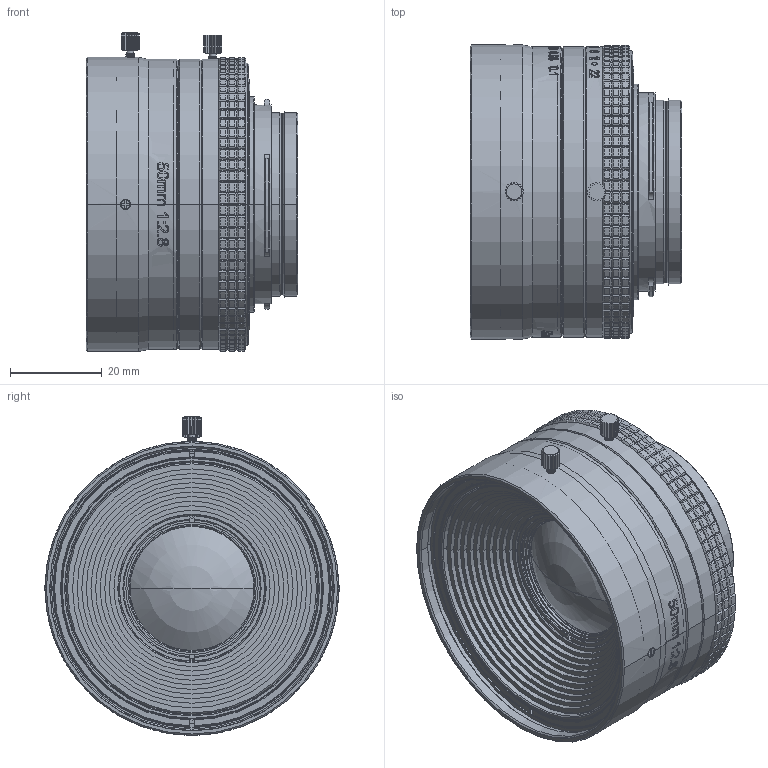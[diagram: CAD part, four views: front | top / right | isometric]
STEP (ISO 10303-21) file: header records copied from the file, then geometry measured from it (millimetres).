
FILE_DESCRIPTION(('FreeCAD Model'),'2;1');
FILE_NAME('Open CASCADE Shape Model','2025-01-22T14:39:06',(''),(''), 'Open CASCADE STEP processor 7.8','FreeCAD','Unknown');
FILE_SCHEMA(('AUTOMOTIVE_DESIGN { 1 0 10303 214 1 1 1 1 }'));
Length unit declared in the file: millimetre
Products named in the file (63): VA-LFM-29MP-50MM-F2.8-43C; 503_AF0; COMPOUND002; COMPOUND; COMPOUND001; COMPOUND007; COMPOUND003; COMPOUND004; COMPOUND005; COMPOUND006; 202_AF0_ASM; 501_AF0; COMPOUND010; COMPOUND008; COMPOUND009; COMPOUND017; COMPOUND011; COMPOUND012; COMPOUND013; COMPOUND014; COMPOUND015; COMPOUND016; 517_AF0; 518_AF0; 301_AF0; 511_AF0; SOLID; SHELL; 201_AF0_ASM; 502_AF0; 306_AF0; 514_AF0; SOLID001; SHELL001; 515_AF0; SOLID002; SHELL002; 504_AF003; 504_AF0; 504_AF001 ...
Assembly tree (62 placements, depth 5):
  VA-LFM-29MP-50MM-F2.8-43C
    503_AF0
      COMPOUND002
        COMPOUND
        COMPOUND001
      COMPOUND007
        COMPOUND003
        COMPOUND004
        COMPOUND005
        COMPOUND006
    202_AF0_ASM
      501_AF0
        COMPOUND010
          COMPOUND008
          COMPOUND009
        COMPOUND017
          COMPOUND011
          COMPOUND012
          COMPOUND013
          COMPOUND014
          COMPOUND015
          COMPOUND016
      517_AF0
      518_AF0
      301_AF0
      511_AF0
        SOLID
        SHELL
      201_AF0_ASM
        502_AF0
        306_AF0
        514_AF0
          SOLID001
          SHELL001
      515_AF0
        SOLID002
        SHELL002
    504_AF003
      504_AF0
      504_AF001
      504_AF002
    516_AF0
      COMPOUND020
        COMPOUND018
        COMPOUND019
      SHELL003
    505_AF0
      SOLID003
      COMPOUND023
        COMPOUND021
        COMPOUND022
    M14252001_AF3
    M14252001_AF4
    506_AF0
      SOLID004
      SHELL004
    M14252001_AF5
    507_AF0
    M14302001_AF0
    M14302001_AF1
Bounding box: 46.14 x 64 x 69.4 mm (x, y, z)
Volume: 12102.1 mm3; surface area: 39468.4 mm2
Topology: 22 solids, 45 shells, 2501 faces, 6114 edges, 3733 vertices
Faces by surface type: plane 866, bspline 570, cylinder 535, cone 526, sphere 4
Entity records: 104173 total; most frequent: CARTESIAN_POINT 49549, ORIENTED_EDGE 12114, DIRECTION 9174, EDGE_CURVE 6106, VERTEX_POINT 3733, AXIS2_PLACEMENT_3D 3462, FACE_BOUND 2625, EDGE_LOOP 2625
